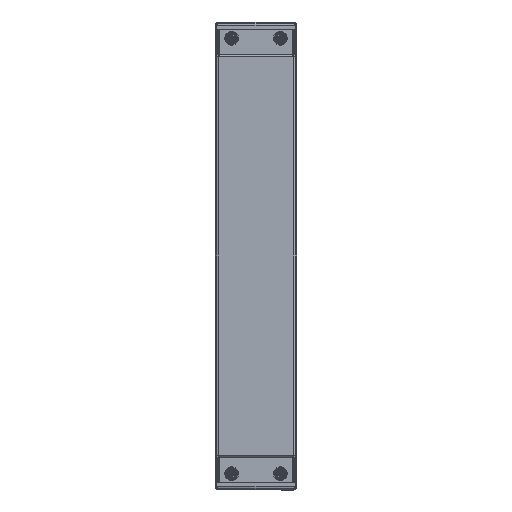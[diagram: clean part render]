
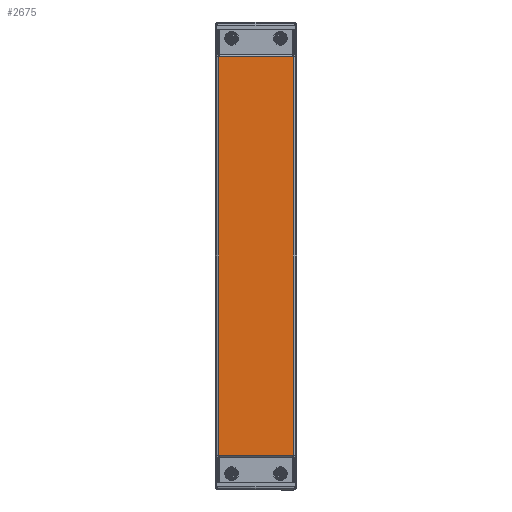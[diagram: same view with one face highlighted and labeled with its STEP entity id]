
A CAD part, left-side view. The second image highlights one B-rep face of the part: STEP entity #2675.
In plain terms, the highlighted face is planar.
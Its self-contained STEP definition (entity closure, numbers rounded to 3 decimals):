
#51 = VERTEX_POINT ( 'NONE', #5671 ) ;
#379 = CARTESIAN_POINT ( 'NONE',  ( -245., -46., 0. ) ) ;
#461 = VERTEX_POINT ( 'NONE', #4811 ) ;
#546 = CARTESIAN_POINT ( 'NONE',  ( 278.5, 46., 0. ) ) ;
#654 = VERTEX_POINT ( 'NONE', #800 ) ;
#800 = CARTESIAN_POINT ( 'NONE',  ( 245., -46., 0. ) ) ;
#892 = DIRECTION ( 'NONE',  ( 0., 1., 0. ) ) ;
#911 = ORIENTED_EDGE ( 'NONE', *, *, #5650, .F. ) ;
#1214 = VECTOR ( 'NONE', #5961, 1000. ) ;
#1264 = DIRECTION ( 'NONE',  ( -1., 0., 0. ) ) ;
#1347 = LINE ( 'NONE', #7584, #4087 ) ;
#1574 = CARTESIAN_POINT ( 'NONE',  ( -245., -50., 0. ) ) ;
#1609 = EDGE_CURVE ( 'NONE', #51, #6732, #8559, .T. ) ;
#1697 = EDGE_CURVE ( 'NONE', #51, #4638, #6074, .T. ) ;
#2206 = CARTESIAN_POINT ( 'NONE',  ( -278.5, -46., 0. ) ) ;
#2223 = AXIS2_PLACEMENT_3D ( 'NONE', #3782, #4474, #8123 ) ;
#2232 = CARTESIAN_POINT ( 'NONE',  ( 245., 45.241, 0. ) ) ;
#2409 = FACE_OUTER_BOUND ( 'NONE', #5334, .T. ) ;
#2675 = ADVANCED_FACE ( 'NONE', ( #2409 ), #5954, .F. ) ;
#2685 = CARTESIAN_POINT ( 'NONE',  ( 245., 50., 0. ) ) ;
#2710 = ORIENTED_EDGE ( 'NONE', *, *, #1609, .F. ) ;
#2811 = ORIENTED_EDGE ( 'NONE', *, *, #6618, .F. ) ;
#2851 = DIRECTION ( 'NONE',  ( 0., -1., 0. ) ) ;
#2980 = VECTOR ( 'NONE', #3429, 1000. ) ;
#3064 = VERTEX_POINT ( 'NONE', #5170 ) ;
#3193 = EDGE_CURVE ( 'NONE', #5751, #654, #8745, .T. ) ;
#3223 = ORIENTED_EDGE ( 'NONE', *, *, #3193, .T. ) ;
#3232 = LINE ( 'NONE', #1574, #4701 ) ;
#3375 = VECTOR ( 'NONE', #2851, 1000. ) ;
#3429 = DIRECTION ( 'NONE',  ( 0., 1., 0. ) ) ;
#3765 = DIRECTION ( 'NONE',  ( 1., 0., 0. ) ) ;
#3782 = CARTESIAN_POINT ( 'NONE',  ( 278.5, 50., 0. ) ) ;
#3922 = CARTESIAN_POINT ( 'NONE',  ( 245., -50., 0. ) ) ;
#3991 = VECTOR ( 'NONE', #3765, 1000. ) ;
#4008 = DIRECTION ( 'NONE',  ( 0., -1., 0. ) ) ;
#4087 = VECTOR ( 'NONE', #4008, 1000. ) ;
#4157 = VECTOR ( 'NONE', #1264, 1000. ) ;
#4360 = LINE ( 'NONE', #7022, #2980 ) ;
#4474 = DIRECTION ( 'NONE',  ( 0., 0., -1. ) ) ;
#4582 = EDGE_CURVE ( 'NONE', #3064, #461, #1347, .T. ) ;
#4638 = VERTEX_POINT ( 'NONE', #9119 ) ;
#4701 = VECTOR ( 'NONE', #892, 1000. ) ;
#4811 = CARTESIAN_POINT ( 'NONE',  ( -245., -45.241, 0. ) ) ;
#5170 = CARTESIAN_POINT ( 'NONE',  ( -245., 45.241, 0. ) ) ;
#5334 = EDGE_LOOP ( 'NONE', ( #2811, #2710, #7878, #5783, #7062, #8336, #3223, #911 ) ) ;
#5380 = VERTEX_POINT ( 'NONE', #9312 ) ;
#5518 = LINE ( 'NONE', #3922, #1214 ) ;
#5650 = EDGE_CURVE ( 'NONE', #5380, #654, #5518, .T. ) ;
#5671 = CARTESIAN_POINT ( 'NONE',  ( 245., 46., 0. ) ) ;
#5751 = VERTEX_POINT ( 'NONE', #379 ) ;
#5783 = ORIENTED_EDGE ( 'NONE', *, *, #8471, .F. ) ;
#5954 = PLANE ( 'NONE',  #2223 ) ;
#5957 = VECTOR ( 'NONE', #7107, 1000. ) ;
#5961 = DIRECTION ( 'NONE',  ( 0., -1., 0. ) ) ;
#6074 = LINE ( 'NONE', #546, #4157 ) ;
#6618 = EDGE_CURVE ( 'NONE', #6732, #5380, #7897, .T. ) ;
#6732 = VERTEX_POINT ( 'NONE', #2232 ) ;
#7022 = CARTESIAN_POINT ( 'NONE',  ( -245., 50., 0. ) ) ;
#7062 = ORIENTED_EDGE ( 'NONE', *, *, #4582, .T. ) ;
#7107 = DIRECTION ( 'NONE',  ( 0., -1., 0. ) ) ;
#7558 = EDGE_CURVE ( 'NONE', #5751, #461, #3232, .T. ) ;
#7584 = CARTESIAN_POINT ( 'NONE',  ( -245., 50., 0. ) ) ;
#7797 = CARTESIAN_POINT ( 'NONE',  ( 245., 50., 0. ) ) ;
#7878 = ORIENTED_EDGE ( 'NONE', *, *, #1697, .T. ) ;
#7897 = LINE ( 'NONE', #2685, #5957 ) ;
#8123 = DIRECTION ( 'NONE',  ( -1., 0., 0. ) ) ;
#8336 = ORIENTED_EDGE ( 'NONE', *, *, #7558, .F. ) ;
#8471 = EDGE_CURVE ( 'NONE', #3064, #4638, #4360, .T. ) ;
#8559 = LINE ( 'NONE', #7797, #3375 ) ;
#8745 = LINE ( 'NONE', #2206, #3991 ) ;
#9119 = CARTESIAN_POINT ( 'NONE',  ( -245., 46., 0. ) ) ;
#9312 = CARTESIAN_POINT ( 'NONE',  ( 245., -45.241, 0. ) ) ;
